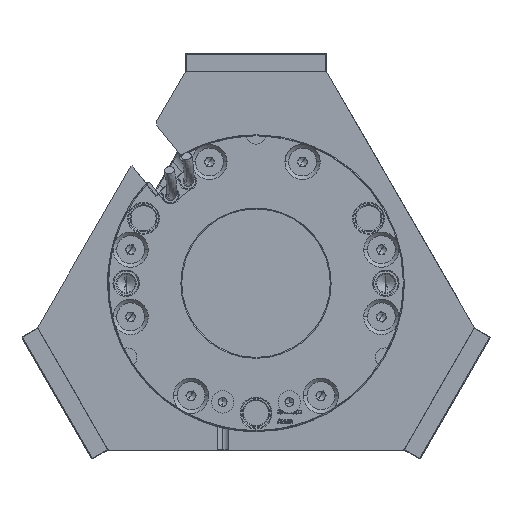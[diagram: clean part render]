
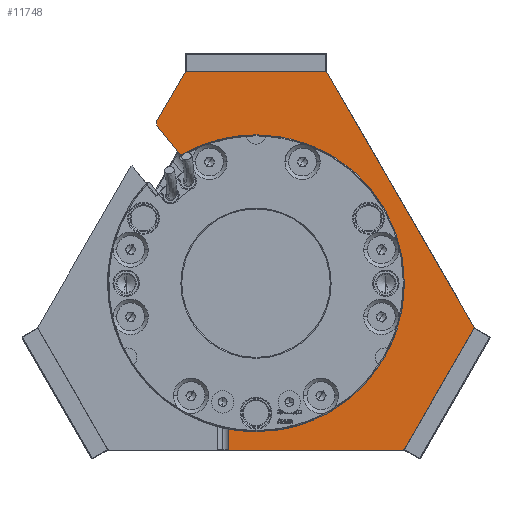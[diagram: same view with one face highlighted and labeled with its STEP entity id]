
A CAD part, front view. The second image highlights one B-rep face of the part: STEP entity #11748.
In plain terms, the highlighted planar face has unit normal (0, -1, 0).
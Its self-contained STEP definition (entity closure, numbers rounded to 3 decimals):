
#1031 = LINE ( 'NONE', #77988, #59537 ) ;
#2132 = CARTESIAN_POINT ( 'NONE',  ( -26.686, 20., 43.778 ) ) ;
#2433 = CARTESIAN_POINT ( 'NONE',  ( -18.735, 20., 57. ) ) ;
#3280 = LINE ( 'NONE', #50270, #82091 ) ;
#4495 = ORIENTED_EDGE ( 'NONE', *, *, #68361, .F. ) ;
#4567 = CARTESIAN_POINT ( 'NONE',  ( 0., 20., 0. ) ) ;
#4573 = ORIENTED_EDGE ( 'NONE', *, *, #8262, .T. ) ;
#4723 = DIRECTION ( 'NONE',  ( 0., 1., 0. ) ) ;
#4890 = DIRECTION ( 'NONE',  ( 0., 1., 0. ) ) ;
#5066 = DIRECTION ( 'NONE',  ( 0., 1., 0. ) ) ;
#5381 = DIRECTION ( 'NONE',  ( 0., 1., 0. ) ) ;
#5799 = AXIS2_PLACEMENT_3D ( 'NONE', #43234, #96661, #50963 ) ;
#7674 = AXIS2_PLACEMENT_3D ( 'NONE', #50595, #4890, #58269 ) ;
#7885 = VERTEX_POINT ( 'NONE', #56745 ) ;
#8262 = EDGE_CURVE ( 'NONE', #61887, #64504, #69961, .T. ) ;
#8314 = CARTESIAN_POINT ( 'NONE',  ( -7.392, 20., -44.949 ) ) ;
#8943 = EDGE_LOOP ( 'NONE', ( #49957, #61105, #65305, #11309, #97792, #19364, #78736, #4573, #83445, #83529, #59878, #93673, #52893, #4495, #19408, #62809 ) ) ;
#10756 = DIRECTION ( 'NONE',  ( 0., 0., -1. ) ) ;
#10920 = VERTEX_POINT ( 'NONE', #38599 ) ;
#11154 = EDGE_CURVE ( 'NONE', #24432, #11450, #74781, .T. ) ;
#11309 = ORIENTED_EDGE ( 'NONE', *, *, #88213, .T. ) ;
#11450 = VERTEX_POINT ( 'NONE', #23824 ) ;
#11748 = ADVANCED_FACE ( 'NONE', ( #77102 ), #17749, .F. ) ;
#12133 = VERTEX_POINT ( 'NONE', #45970 ) ;
#12225 = VERTEX_POINT ( 'NONE', #92710 ) ;
#12236 = DIRECTION ( 'NONE',  ( 0., 0., 1. ) ) ;
#13373 = VECTOR ( 'NONE', #90627, 1000. ) ;
#13976 = VERTEX_POINT ( 'NONE', #68314 ) ;
#14613 = CARTESIAN_POINT ( 'NONE',  ( 4.663, 20., 3.776 ) ) ;
#15657 = CARTESIAN_POINT ( 'NONE',  ( -7.524, 20., -44.85 ) ) ;
#15985 = CARTESIAN_POINT ( 'NONE',  ( -7.327, 20., -45. ) ) ;
#16920 = VERTEX_POINT ( 'NONE', #75578 ) ;
#17749 = PLANE ( 'NONE',  #51833 ) ;
#19364 = ORIENTED_EDGE ( 'NONE', *, *, #11154, .T. ) ;
#19408 = ORIENTED_EDGE ( 'NONE', *, *, #53298, .T. ) ;
#22053 = CARTESIAN_POINT ( 'NONE',  ( 0., 20., 0. ) ) ;
#22973 = CIRCLE ( 'NONE', #42863, 60. ) ;
#23824 = CARTESIAN_POINT ( 'NONE',  ( -7.524, 20., -39.286 ) ) ;
#24432 = VERTEX_POINT ( 'NONE', #82246 ) ;
#24610 = VERTEX_POINT ( 'NONE', #37787 ) ;
#24853 = CIRCLE ( 'NONE', #30739, 60. ) ;
#25290 = LINE ( 'NONE', #53209, #83839 ) ;
#25392 = DIRECTION ( 'NONE',  ( 0., 1., 0. ) ) ;
#29484 = VECTOR ( 'NONE', #10756, 1000. ) ;
#29690 = DIRECTION ( 'NONE',  ( 0., 0., 1. ) ) ;
#30739 = AXIS2_PLACEMENT_3D ( 'NONE', #4567, #57938, #12236 ) ;
#32980 = CIRCLE ( 'NONE', #81660, 60. ) ;
#33505 = VECTOR ( 'NONE', #83532, 1000. ) ;
#33604 = LINE ( 'NONE', #67583, #13373 ) ;
#37787 = CARTESIAN_POINT ( 'NONE',  ( 39.996, 20., -44.725 ) ) ;
#37889 = EDGE_CURVE ( 'NONE', #7885, #24432, #95937, .T. ) ;
#38599 = CARTESIAN_POINT ( 'NONE',  ( 19.128, 20., 56.869 ) ) ;
#38951 = EDGE_CURVE ( 'NONE', #96563, #13976, #22973, .T. ) ;
#39450 = CIRCLE ( 'NONE', #84608, 40. ) ;
#42287 = DIRECTION ( 'NONE',  ( 1., 0., 0. ) ) ;
#42863 = AXIS2_PLACEMENT_3D ( 'NONE', #50764, #5066, #58453 ) ;
#43234 = CARTESIAN_POINT ( 'NONE',  ( 0., 20., 0. ) ) ;
#43752 = EDGE_CURVE ( 'NONE', #11450, #61887, #49819, .T. ) ;
#45970 = CARTESIAN_POINT ( 'NONE',  ( -19.128, 20., 56.869 ) ) ;
#46352 = EDGE_CURVE ( 'NONE', #12133, #94307, #3280, .T. ) ;
#47774 = CARTESIAN_POINT ( 'NONE',  ( -7.524, 20., -37.5 ) ) ;
#49819 = LINE ( 'NONE', #47774, #29484 ) ;
#49957 = ORIENTED_EDGE ( 'NONE', *, *, #46352, .T. ) ;
#50270 = CARTESIAN_POINT ( 'NONE',  ( -38.971, 20., 22.5 ) ) ;
#50416 = CARTESIAN_POINT ( 'NONE',  ( 0., 20., 0. ) ) ;
#50595 = CARTESIAN_POINT ( 'NONE',  ( 0., 20., 0. ) ) ;
#50764 = CARTESIAN_POINT ( 'NONE',  ( 0., 20., 0. ) ) ;
#50963 = DIRECTION ( 'NONE',  ( 0., 0., 1. ) ) ;
#50984 = CARTESIAN_POINT ( 'NONE',  ( 18.735, 20., 57. ) ) ;
#51080 = CARTESIAN_POINT ( 'NONE',  ( 0., 20., 0. ) ) ;
#51408 = EDGE_CURVE ( 'NONE', #96563, #10920, #25290, .T. ) ;
#51833 = AXIS2_PLACEMENT_3D ( 'NONE', #63420, #25392, #78777 ) ;
#52736 = VECTOR ( 'NONE', #68302, 1000. ) ;
#52849 = CIRCLE ( 'NONE', #95237, 60. ) ;
#52893 = ORIENTED_EDGE ( 'NONE', *, *, #51408, .T. ) ;
#53209 = CARTESIAN_POINT ( 'NONE',  ( 38.971, 20., 22.5 ) ) ;
#53298 = EDGE_CURVE ( 'NONE', #76284, #74497, #53874, .T. ) ;
#53874 = LINE ( 'NONE', #85154, #33505 ) ;
#56315 = VECTOR ( 'NONE', #42287, 1000. ) ;
#56745 = CARTESIAN_POINT ( 'NONE',  ( 0., 20., 40. ) ) ;
#57938 = DIRECTION ( 'NONE',  ( 0., 1., 0. ) ) ;
#58095 = DIRECTION ( 'NONE',  ( 0., 0., 1. ) ) ;
#58269 = DIRECTION ( 'NONE',  ( 0., 0., 1. ) ) ;
#58453 = DIRECTION ( 'NONE',  ( 0., 0., 1. ) ) ;
#58750 = DIRECTION ( 'NONE',  ( 0., 0., 1. ) ) ;
#59537 = VECTOR ( 'NONE', #85705, 1000. ) ;
#59878 = ORIENTED_EDGE ( 'NONE', *, *, #68120, .T. ) ;
#60875 = DIRECTION ( 'NONE',  ( -0.5, 0., 0.866 ) ) ;
#61105 = ORIENTED_EDGE ( 'NONE', *, *, #95955, .T. ) ;
#61887 = VERTEX_POINT ( 'NONE', #73517 ) ;
#62711 = VERTEX_POINT ( 'NONE', #63347 ) ;
#62809 = ORIENTED_EDGE ( 'NONE', *, *, #75931, .F. ) ;
#63347 = CARTESIAN_POINT ( 'NONE',  ( 39.686, 20., -45. ) ) ;
#63420 = CARTESIAN_POINT ( 'NONE',  ( 0., 20., 0. ) ) ;
#64045 = CARTESIAN_POINT ( 'NONE',  ( 58.814, 20., -11.869 ) ) ;
#64504 = VERTEX_POINT ( 'NONE', #86914 ) ;
#65305 = ORIENTED_EDGE ( 'NONE', *, *, #65525, .T. ) ;
#65525 = EDGE_CURVE ( 'NONE', #12225, #16920, #73009, .T. ) ;
#67583 = CARTESIAN_POINT ( 'NONE',  ( -26.686, 20., 43.778 ) ) ;
#68120 = EDGE_CURVE ( 'NONE', #24610, #13976, #1031, .T. ) ;
#68302 = DIRECTION ( 'NONE',  ( 0.629, 0., -0.777 ) ) ;
#68314 = CARTESIAN_POINT ( 'NONE',  ( 58.731, 20., -12.275 ) ) ;
#68361 = EDGE_CURVE ( 'NONE', #76284, #10920, #24853, .T. ) ;
#69961 = B_SPLINE_CURVE_WITH_KNOTS ( 'NONE', 3,
 ( #15657, #92059, #8314, #15985 ),
 .UNSPECIFIED., .F., .F.,
 ( 4, 4 ),
 ( 0., 0. ),
 .UNSPECIFIED. ) ;
#73009 = LINE ( 'NONE', #14613, #52736 ) ;
#73262 = DIRECTION ( 'NONE',  ( -0.5, 0., -0.866 ) ) ;
#73517 = CARTESIAN_POINT ( 'NONE',  ( -7.524, 20., -44.85 ) ) ;
#74497 = VERTEX_POINT ( 'NONE', #2433 ) ;
#74781 = CIRCLE ( 'NONE', #7674, 40. ) ;
#75385 = DIRECTION ( 'NONE',  ( 0., 1., 0. ) ) ;
#75578 = CARTESIAN_POINT ( 'NONE',  ( -20.225, 20., 34.51 ) ) ;
#75931 = EDGE_CURVE ( 'NONE', #12133, #74497, #32980, .T. ) ;
#76284 = VERTEX_POINT ( 'NONE', #50984 ) ;
#77102 = FACE_OUTER_BOUND ( 'NONE', #8943, .T. ) ;
#77988 = CARTESIAN_POINT ( 'NONE',  ( 49.363, 20., -28.5 ) ) ;
#78736 = ORIENTED_EDGE ( 'NONE', *, *, #43752, .T. ) ;
#78777 = DIRECTION ( 'NONE',  ( 0., 0., 1. ) ) ;
#79607 = EDGE_CURVE ( 'NONE', #24610, #62711, #52849, .T. ) ;
#81660 = AXIS2_PLACEMENT_3D ( 'NONE', #22053, #75385, #29690 ) ;
#82091 = VECTOR ( 'NONE', #73262, 1000. ) ;
#82246 = CARTESIAN_POINT ( 'NONE',  ( 0., 20., -40. ) ) ;
#83445 = ORIENTED_EDGE ( 'NONE', *, *, #87193, .T. ) ;
#83529 = ORIENTED_EDGE ( 'NONE', *, *, #79607, .F. ) ;
#83532 = DIRECTION ( 'NONE',  ( -1., 0., 0. ) ) ;
#83839 = VECTOR ( 'NONE', #60875, 1000. ) ;
#84608 = AXIS2_PLACEMENT_3D ( 'NONE', #50416, #4723, #58095 ) ;
#85154 = CARTESIAN_POINT ( 'NONE',  ( 0., 20., 57. ) ) ;
#85705 = DIRECTION ( 'NONE',  ( 0.5, 0., 0.866 ) ) ;
#86914 = CARTESIAN_POINT ( 'NONE',  ( -7.327, 20., -45. ) ) ;
#87193 = EDGE_CURVE ( 'NONE', #64504, #62711, #89767, .T. ) ;
#88054 = CARTESIAN_POINT ( 'NONE',  ( 0., 20., -45. ) ) ;
#88213 = EDGE_CURVE ( 'NONE', #16920, #7885, #39450, .T. ) ;
#89767 = LINE ( 'NONE', #88054, #56315 ) ;
#90627 = DIRECTION ( 'NONE',  ( -0.105, 0., -0.995 ) ) ;
#92059 = CARTESIAN_POINT ( 'NONE',  ( -7.458, 20., -44.899 ) ) ;
#92710 = CARTESIAN_POINT ( 'NONE',  ( -26.806, 20., 42.637 ) ) ;
#93673 = ORIENTED_EDGE ( 'NONE', *, *, #38951, .F. ) ;
#94307 = VERTEX_POINT ( 'NONE', #2132 ) ;
#95237 = AXIS2_PLACEMENT_3D ( 'NONE', #51080, #5381, #58750 ) ;
#95937 = CIRCLE ( 'NONE', #5799, 40. ) ;
#95955 = EDGE_CURVE ( 'NONE', #94307, #12225, #33604, .T. ) ;
#96563 = VERTEX_POINT ( 'NONE', #64045 ) ;
#96661 = DIRECTION ( 'NONE',  ( 0., 1., 0. ) ) ;
#97792 = ORIENTED_EDGE ( 'NONE', *, *, #37889, .T. ) ;
